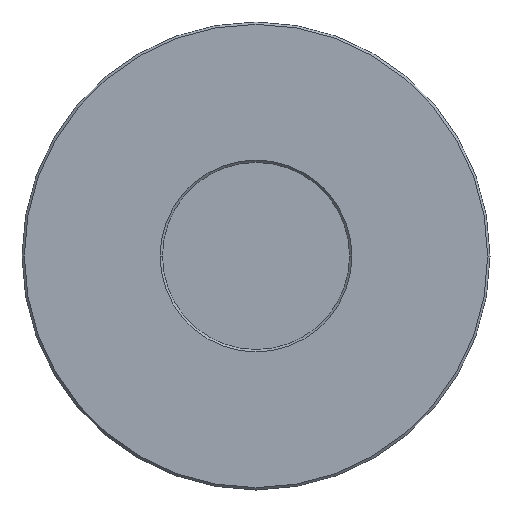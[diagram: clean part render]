
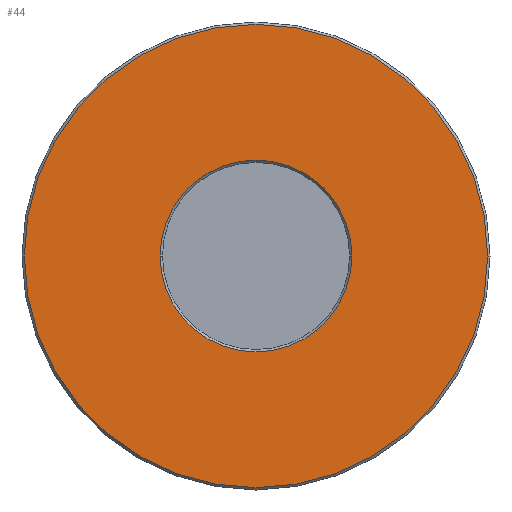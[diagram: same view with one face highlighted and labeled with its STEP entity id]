
A CAD part, front view. The second image highlights one B-rep face of the part: STEP entity #44.
In plain terms, the highlighted planar face has unit normal (0, -1, 0).
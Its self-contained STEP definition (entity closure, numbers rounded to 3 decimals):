
#28 = EDGE_CURVE ( 'NONE', #237, #238, #54, .T. ) ;
#36 = EDGE_CURVE ( 'NONE', #130, #170, #66, .T. ) ;
#41 = EDGE_CURVE ( 'NONE', #238, #237, #87, .T. ) ;
#44 = ADVANCED_FACE ( 'NONE', ( #373, #193 ), #257, .F. ) ;
#45 = EDGE_CURVE ( 'NONE', #170, #130, #64, .T. ) ;
#47 = AXIS2_PLACEMENT_3D ( 'NONE', #259, #358, #210 ) ;
#54 = CIRCLE ( 'NONE', #47, 14.85 ) ;
#56 = AXIS2_PLACEMENT_3D ( 'NONE', #300, #240, #268 ) ;
#64 = CIRCLE ( 'NONE', #103, 6.15 ) ;
#66 = CIRCLE ( 'NONE', #114, 6.15 ) ;
#87 = CIRCLE ( 'NONE', #56, 14.85 ) ;
#88 = AXIS2_PLACEMENT_3D ( 'NONE', #313, #385, #251 ) ;
#103 = AXIS2_PLACEMENT_3D ( 'NONE', #253, #386, #328 ) ;
#114 = AXIS2_PLACEMENT_3D ( 'NONE', #326, #135, #329 ) ;
#130 = VERTEX_POINT ( 'NONE', #319 ) ;
#135 = DIRECTION ( 'NONE',  ( 0., 1., 0. ) ) ;
#164 = EDGE_LOOP ( 'NONE', ( #263, #244 ) ) ;
#170 = VERTEX_POINT ( 'NONE', #377 ) ;
#173 = CARTESIAN_POINT ( 'NONE',  ( -14.85, 0., 0. ) ) ;
#175 = ORIENTED_EDGE ( 'NONE', *, *, #28, .T. ) ;
#192 = CARTESIAN_POINT ( 'NONE',  ( 14.85, 0., 0. ) ) ;
#193 = FACE_BOUND ( 'NONE', #164, .T. ) ;
#210 = DIRECTION ( 'NONE',  ( -1., 0., 0. ) ) ;
#237 = VERTEX_POINT ( 'NONE', #173 ) ;
#238 = VERTEX_POINT ( 'NONE', #192 ) ;
#240 = DIRECTION ( 'NONE',  ( 0., -1., 0. ) ) ;
#244 = ORIENTED_EDGE ( 'NONE', *, *, #45, .T. ) ;
#251 = DIRECTION ( 'NONE',  ( -1., 0., 0. ) ) ;
#253 = CARTESIAN_POINT ( 'NONE',  ( 0., 0., 0. ) ) ;
#255 = ORIENTED_EDGE ( 'NONE', *, *, #41, .T. ) ;
#257 = PLANE ( 'NONE',  #88 ) ;
#258 = EDGE_LOOP ( 'NONE', ( #175, #255 ) ) ;
#259 = CARTESIAN_POINT ( 'NONE',  ( 0., 0., 0. ) ) ;
#263 = ORIENTED_EDGE ( 'NONE', *, *, #36, .T. ) ;
#268 = DIRECTION ( 'NONE',  ( -1., 0., 0. ) ) ;
#300 = CARTESIAN_POINT ( 'NONE',  ( 0., 0., 0. ) ) ;
#313 = CARTESIAN_POINT ( 'NONE',  ( -6., 0., 0. ) ) ;
#319 = CARTESIAN_POINT ( 'NONE',  ( 6.15, 0., 0. ) ) ;
#326 = CARTESIAN_POINT ( 'NONE',  ( 0., 0., 0. ) ) ;
#328 = DIRECTION ( 'NONE',  ( -1., 0., 0. ) ) ;
#329 = DIRECTION ( 'NONE',  ( -1., 0., 0. ) ) ;
#358 = DIRECTION ( 'NONE',  ( 0., -1., 0. ) ) ;
#373 = FACE_OUTER_BOUND ( 'NONE', #258, .T. ) ;
#377 = CARTESIAN_POINT ( 'NONE',  ( -6.15, 0., 0. ) ) ;
#385 = DIRECTION ( 'NONE',  ( 0., 1., 0. ) ) ;
#386 = DIRECTION ( 'NONE',  ( 0., 1., 0. ) ) ;
